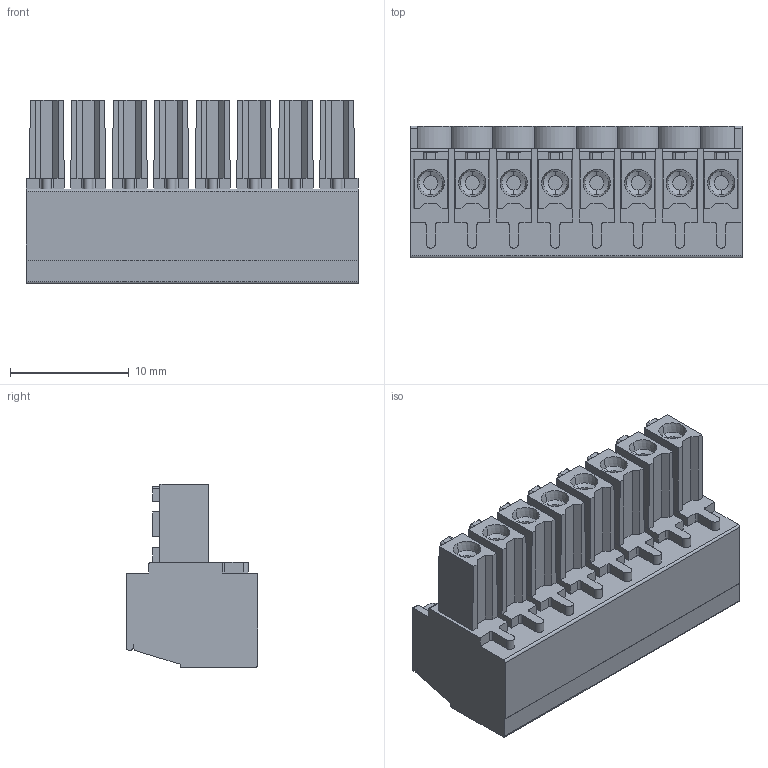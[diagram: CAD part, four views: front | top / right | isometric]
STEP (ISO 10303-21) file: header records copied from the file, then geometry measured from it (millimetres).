
FILE_DESCRIPTION((''),'2;1');
FILE_NAME('C-0284506-8','2008-05-01T',('workeradm'),('Tyco Electronics Corporation'),'PRO/ENGINEER BY PARAMETRIC TECHNOLOGY CORPORATION, 2005450','PRO/ENGINEER BY PARAMETRIC TECHNOLOGY CORPORATION, 2005450','');
FILE_SCHEMA(('CONFIG_CONTROL_DESIGN', 'GEOMETRIC_VALIDATION_PROPERTIES_MIM'));
Length unit declared in the file: millimetre
Products named in the file (1): C-0284506-8
Bounding box: 28 x 11.1 x 15.5 mm (x, y, z)
Volume: 2902.2 mm3; surface area: 2625 mm2
Topology: 1 solids, 1 shells, 727 faces, 1795 edges, 1134 vertices
Faces by surface type: plane 423, cylinder 208, torus 48, cone 48
Entity records: 22088 total; most frequent: CARTESIAN_POINT 4655, ORIENTED_EDGE 3590, DIRECTION 3585, EDGE_CURVE 1795, AXIS2_PLACEMENT_3D 1223, VECTOR 1139, LINE 1139, VERTEX_POINT 1134
